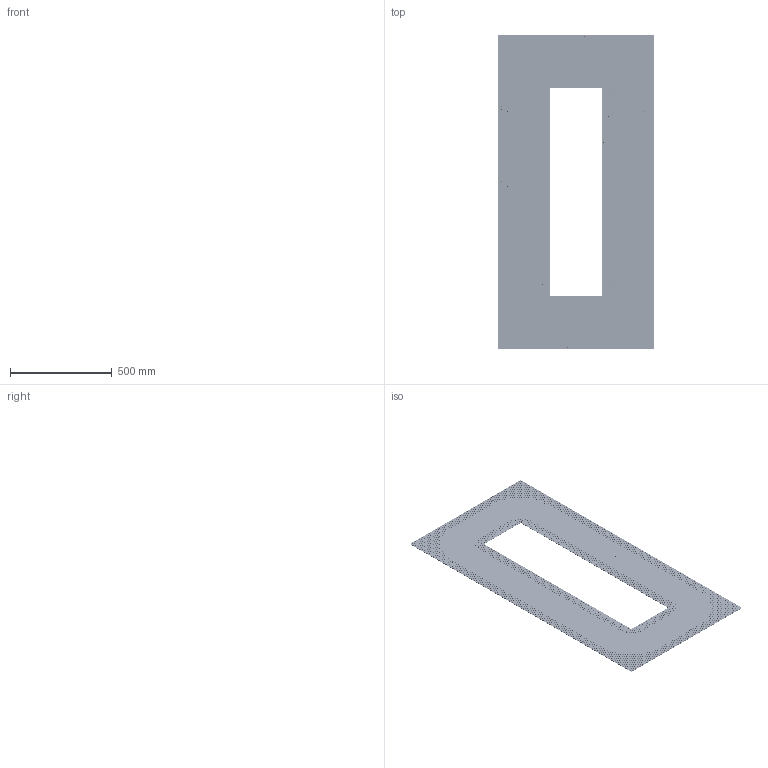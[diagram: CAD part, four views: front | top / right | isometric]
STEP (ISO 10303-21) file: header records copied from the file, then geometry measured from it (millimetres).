
FILE_DESCRIPTION(/* description */ (''),/* implementation_level */ '2;1');
FILE_NAME(/* name */ 'round_course_big_2.stp',/* time_stamp */ '2022-05-13T12:00:08+02:00',/* author */ (''),/* organization */ (''),/* preprocessor_version */ 'ST-DEVELOPER v16.7',/* originating_system */ 'SIEMENS PLM Software NX 12.0',/* authorisation */ '');
FILE_SCHEMA (('AUTOMOTIVE_DESIGN { 1 0 10303 214 3 1 1 1 }'));
Length unit declared in the file: millimetre
Products named in the file (4): street_straight; street_turn; long_straight; round_course_big_2
Assembly tree (12 placements, depth 3):
  round_course_big_2
    long_straight  x2
      street_straight
    street_turn  x4
    street_straight  x2
Bounding box: 768 x 1536 x 3 mm (x, y, z)
Volume: 2645321.4 mm3; surface area: 3411102.3 mm2
Topology: 14 solids, 14 shells, 12100 faces, 24754 edges, 18927 vertices
Faces by surface type: plane 6232, cylinder 5868
Full cylindrical faces by diameter (mm): 5 x5844
Entity records: 43851 total; most frequent: DIRECTION 8791, CARTESIAN_POINT 6334, AXIS2_PLACEMENT_3D 4318, ORIENTED_EDGE 3804, EDGE_LOOP 3596, FACE_BOUND 2663, CIRCLE 2483, EDGE_CURVE 1902
